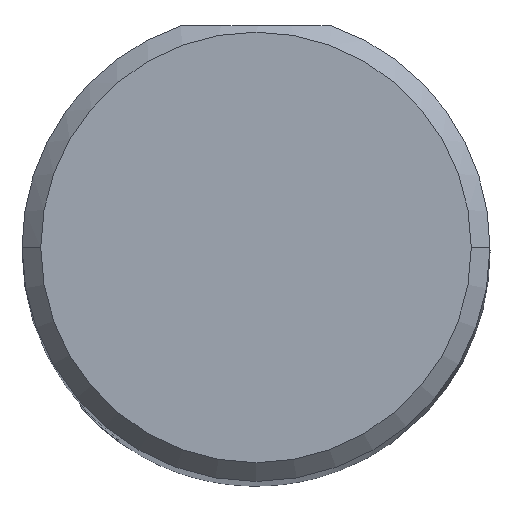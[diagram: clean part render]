
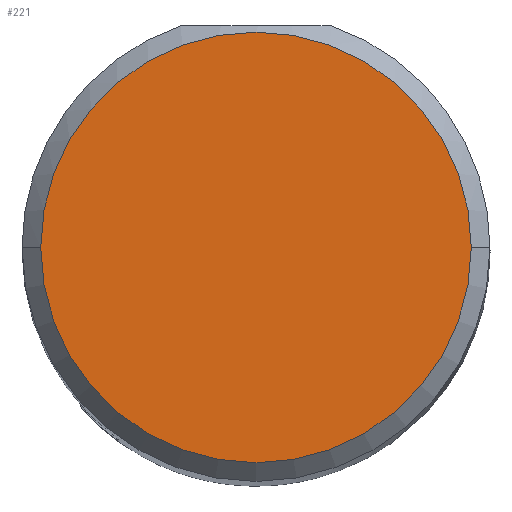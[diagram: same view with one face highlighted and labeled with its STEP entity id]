
A CAD part, top view. The second image highlights one B-rep face of the part: STEP entity #221.
In plain terms, the highlighted planar face has unit normal (0, 0, 1).
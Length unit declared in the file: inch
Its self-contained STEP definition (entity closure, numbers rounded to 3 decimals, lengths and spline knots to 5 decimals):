
#81 = CIRCLE ( 'NONE', #176, 0.1725 ) ;
#91 = CARTESIAN_POINT ( 'NONE',  ( -0.1725, 0., 2.5 ) ) ;
#135 = ORIENTED_EDGE ( 'NONE', *, *, #621, .T. ) ;
#137 = DIRECTION ( 'NONE',  ( 1., 0., 0. ) ) ;
#159 = DIRECTION ( 'NONE',  ( 0., 0., 1. ) ) ;
#176 = AXIS2_PLACEMENT_3D ( 'NONE', #667, #159, #390 ) ;
#194 = CARTESIAN_POINT ( 'NONE',  ( 0., 0., 2.5 ) ) ;
#220 = ORIENTED_EDGE ( 'NONE', *, *, #486, .T. ) ;
#221 = ADVANCED_FACE ( 'NONE', ( #305 ), #477, .T. ) ;
#233 = AXIS2_PLACEMENT_3D ( 'NONE', #358, #657, #137 ) ;
#261 = DIRECTION ( 'NONE',  ( 0., 0., 1. ) ) ;
#304 = DIRECTION ( 'NONE',  ( 1., 0., 0. ) ) ;
#305 = FACE_OUTER_BOUND ( 'NONE', #316, .T. ) ;
#316 = EDGE_LOOP ( 'NONE', ( #135, #220 ) ) ;
#337 = AXIS2_PLACEMENT_3D ( 'NONE', #194, #261, #304 ) ;
#358 = CARTESIAN_POINT ( 'NONE',  ( 0., 0., 2.5 ) ) ;
#390 = DIRECTION ( 'NONE',  ( 1., 0., 0. ) ) ;
#477 = PLANE ( 'NONE',  #233 ) ;
#486 = EDGE_CURVE ( 'NONE', #582, #713, #81, .T. ) ;
#508 = CIRCLE ( 'NONE', #337, 0.1725 ) ;
#582 = VERTEX_POINT ( 'NONE', #680 ) ;
#621 = EDGE_CURVE ( 'NONE', #713, #582, #508, .T. ) ;
#657 = DIRECTION ( 'NONE',  ( 0., 0., 1. ) ) ;
#667 = CARTESIAN_POINT ( 'NONE',  ( 0., 0., 2.5 ) ) ;
#680 = CARTESIAN_POINT ( 'NONE',  ( 0.1725, 0., 2.5 ) ) ;
#713 = VERTEX_POINT ( 'NONE', #91 ) ;
